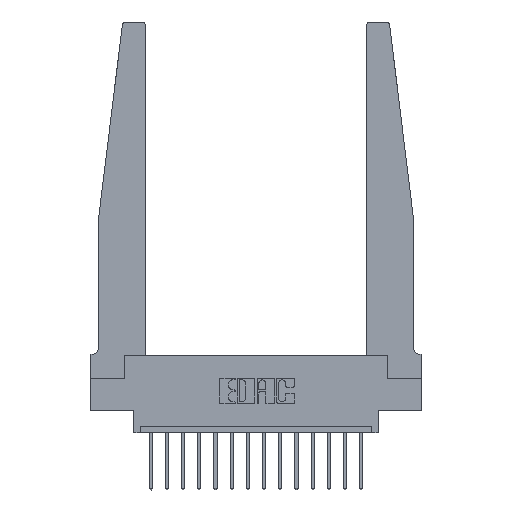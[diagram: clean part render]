
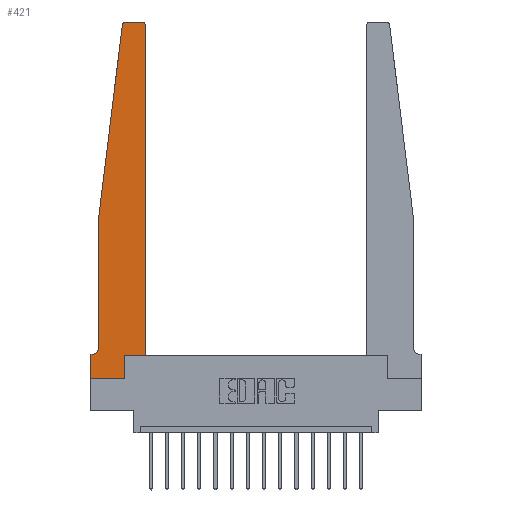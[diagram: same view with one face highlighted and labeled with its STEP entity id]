
A CAD part, top view. The second image highlights one B-rep face of the part: STEP entity #421.
In plain terms, the highlighted planar face has unit normal (0, 0, 1).
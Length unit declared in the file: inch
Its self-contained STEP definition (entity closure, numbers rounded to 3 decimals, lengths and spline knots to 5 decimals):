
#86 = CARTESIAN_POINT ( 'NONE',  ( 0.24675, 2.72367, 0.37 ) ) ;
#348 = CARTESIAN_POINT ( 'NONE',  ( 0.015, 0.1875, 0.37 ) ) ;
#421 = ADVANCED_FACE ( 'NONE', ( #2591 ), #5522, .T. ) ;
#427 = EDGE_CURVE ( 'NONE', #5616, #11793, #3024, .T. ) ;
#544 = VERTEX_POINT ( 'NONE', #7209 ) ;
#637 = EDGE_CURVE ( 'NONE', #716, #12492, #9066, .T. ) ;
#716 = VERTEX_POINT ( 'NONE', #86 ) ;
#971 = CARTESIAN_POINT ( 'NONE',  ( 0.27653, 2.72, 0.37 ) ) ;
#988 = CARTESIAN_POINT ( 'NONE',  ( 0.27653, 2.75, 0.37 ) ) ;
#1113 = VECTOR ( 'NONE', #15090, 39.37008 ) ;
#1336 = DIRECTION ( 'NONE',  ( -1., 0., 0. ) ) ;
#1568 = VERTEX_POINT ( 'NONE', #988 ) ;
#1741 = VERTEX_POINT ( 'NONE', #10250 ) ;
#1769 = VECTOR ( 'NONE', #3312, 39.37008 ) ;
#2268 = CARTESIAN_POINT ( 'NONE',  ( 0., 0.1875, 0.37 ) ) ;
#2293 = ORIENTED_EDGE ( 'NONE', *, *, #14941, .T. ) ;
#2546 = CARTESIAN_POINT ( 'NONE',  ( 0.015, 0.2375, 0.37 ) ) ;
#2591 = FACE_OUTER_BOUND ( 'NONE', #13567, .T. ) ;
#3024 = LINE ( 'NONE', #9481, #13312 ) ;
#3138 = ORIENTED_EDGE ( 'NONE', *, *, #427, .T. ) ;
#3312 = DIRECTION ( 'NONE',  ( 0., 1., 0. ) ) ;
#4042 = DIRECTION ( 'NONE',  ( 0., -1., 0. ) ) ;
#4296 = CARTESIAN_POINT ( 'NONE',  ( 0., 0., 0.37 ) ) ;
#4612 = EDGE_CURVE ( 'NONE', #7143, #1568, #7576, .T. ) ;
#4937 = CARTESIAN_POINT ( 'NONE',  ( 0.2605, 0., 0.37 ) ) ;
#4986 = ORIENTED_EDGE ( 'NONE', *, *, #8421, .T. ) ;
#5048 = DIRECTION ( 'NONE',  ( -1., 0., 0. ) ) ;
#5468 = DIRECTION ( 'NONE',  ( -1., 0., 0. ) ) ;
#5496 = CIRCLE ( 'NONE', #10563, 0.03 ) ;
#5522 = PLANE ( 'NONE',  #16560 ) ;
#5616 = VERTEX_POINT ( 'NONE', #348 ) ;
#5903 = VECTOR ( 'NONE', #1336, 39.37008 ) ;
#5937 = LINE ( 'NONE', #4296, #6329 ) ;
#6008 = ORIENTED_EDGE ( 'NONE', *, *, #637, .T. ) ;
#6119 = CARTESIAN_POINT ( 'NONE',  ( 0.065, 1.25, 0.37 ) ) ;
#6161 = CIRCLE ( 'NONE', #10586, 0.03 ) ;
#6329 = VECTOR ( 'NONE', #4042, 39.37008 ) ;
#6524 = ORIENTED_EDGE ( 'NONE', *, *, #12527, .T. ) ;
#6637 = DIRECTION ( 'NONE',  ( 1., 0., 0. ) ) ;
#6783 = CARTESIAN_POINT ( 'NONE',  ( 0., 0., 0.37 ) ) ;
#7143 = VERTEX_POINT ( 'NONE', #8823 ) ;
#7209 = CARTESIAN_POINT ( 'NONE',  ( 0.425, 2.72, 0.37 ) ) ;
#7428 = CARTESIAN_POINT ( 'NONE',  ( 0.2605, 0.18, 0.37 ) ) ;
#7576 = LINE ( 'NONE', #9384, #5903 ) ;
#7824 = LINE ( 'NONE', #15381, #1769 ) ;
#7939 = CARTESIAN_POINT ( 'NONE',  ( 0.425, 0.18, 0.37 ) ) ;
#7975 = DIRECTION ( 'NONE',  ( -0.122, -0.992, 0. ) ) ;
#8234 = DIRECTION ( 'NONE',  ( 0., 0., 1. ) ) ;
#8239 = EDGE_CURVE ( 'NONE', #12726, #5616, #13472, .T. ) ;
#8288 = CARTESIAN_POINT ( 'NONE',  ( 0., 0.1875, 0.37 ) ) ;
#8314 = DIRECTION ( 'NONE',  ( 1., 0., 0. ) ) ;
#8421 = EDGE_CURVE ( 'NONE', #10211, #16469, #10326, .T. ) ;
#8663 = CARTESIAN_POINT ( 'NONE',  ( 0.065, 0.2375, 0.37 ) ) ;
#8823 = CARTESIAN_POINT ( 'NONE',  ( 0.395, 2.75, 0.37 ) ) ;
#8835 = VECTOR ( 'NONE', #7975, 39.37008 ) ;
#8867 = DIRECTION ( 'NONE',  ( 0., 0., 1. ) ) ;
#9066 = LINE ( 'NONE', #15955, #8835 ) ;
#9384 = CARTESIAN_POINT ( 'NONE',  ( 0.25, 2.75, 0.37 ) ) ;
#9481 = CARTESIAN_POINT ( 'NONE',  ( 0.065, 0.1875, 0.37 ) ) ;
#10032 = ORIENTED_EDGE ( 'NONE', *, *, #8239, .T. ) ;
#10211 = VERTEX_POINT ( 'NONE', #7428 ) ;
#10250 = CARTESIAN_POINT ( 'NONE',  ( 0., 0., 0.37 ) ) ;
#10326 = LINE ( 'NONE', #7939, #13261 ) ;
#10328 = CARTESIAN_POINT ( 'NONE',  ( 0.425, 0.18, 0.37 ) ) ;
#10373 = DIRECTION ( 'NONE',  ( 1., 0., 0. ) ) ;
#10539 = EDGE_CURVE ( 'NONE', #16469, #544, #16097, .T. ) ;
#10563 = AXIS2_PLACEMENT_3D ( 'NONE', #12931, #8867, #13107 ) ;
#10586 = AXIS2_PLACEMENT_3D ( 'NONE', #971, #15627, #10373 ) ;
#10771 = DIRECTION ( 'NONE',  ( 1., 0., 0. ) ) ;
#10822 = VERTEX_POINT ( 'NONE', #4937 ) ;
#11081 = DIRECTION ( 'NONE',  ( 0., 1., 0. ) ) ;
#11485 = ORIENTED_EDGE ( 'NONE', *, *, #16738, .T. ) ;
#11702 = DIRECTION ( 'NONE',  ( 0., 0., -1. ) ) ;
#11793 = VERTEX_POINT ( 'NONE', #2268 ) ;
#12492 = VERTEX_POINT ( 'NONE', #16113 ) ;
#12527 = EDGE_CURVE ( 'NONE', #1741, #10822, #16665, .T. ) ;
#12726 = VERTEX_POINT ( 'NONE', #8663 ) ;
#12910 = ORIENTED_EDGE ( 'NONE', *, *, #13910, .T. ) ;
#12931 = CARTESIAN_POINT ( 'NONE',  ( 0.395, 2.72, 0.37 ) ) ;
#13107 = DIRECTION ( 'NONE',  ( 1., 0., 0. ) ) ;
#13184 = VECTOR ( 'NONE', #11081, 39.37008 ) ;
#13261 = VECTOR ( 'NONE', #6637, 39.37008 ) ;
#13312 = VECTOR ( 'NONE', #5468, 39.37008 ) ;
#13472 = CIRCLE ( 'NONE', #15093, 0.05 ) ;
#13567 = EDGE_LOOP ( 'NONE', ( #15638, #17026, #6008, #11485, #10032, #3138, #15568, #6524, #2293, #4986, #14878, #12910 ) ) ;
#13910 = EDGE_CURVE ( 'NONE', #544, #7143, #5496, .T. ) ;
#14878 = ORIENTED_EDGE ( 'NONE', *, *, #10539, .T. ) ;
#14941 = EDGE_CURVE ( 'NONE', #10822, #10211, #7824, .T. ) ;
#15090 = DIRECTION ( 'NONE',  ( 0., -1., 0. ) ) ;
#15093 = AXIS2_PLACEMENT_3D ( 'NONE', #2546, #11702, #5048 ) ;
#15381 = CARTESIAN_POINT ( 'NONE',  ( 0.2605, 0.18, 0.37 ) ) ;
#15568 = ORIENTED_EDGE ( 'NONE', *, *, #17106, .T. ) ;
#15627 = DIRECTION ( 'NONE',  ( 0., 0., 1. ) ) ;
#15638 = ORIENTED_EDGE ( 'NONE', *, *, #4612, .T. ) ;
#15955 = CARTESIAN_POINT ( 'NONE',  ( 0.065, 1.25, 0.37 ) ) ;
#16039 = VECTOR ( 'NONE', #8314, 39.37008 ) ;
#16097 = LINE ( 'NONE', #16279, #13184 ) ;
#16113 = CARTESIAN_POINT ( 'NONE',  ( 0.065, 1.25, 0.37 ) ) ;
#16279 = CARTESIAN_POINT ( 'NONE',  ( 0.425, 0.18, 0.37 ) ) ;
#16406 = EDGE_CURVE ( 'NONE', #1568, #716, #6161, .T. ) ;
#16469 = VERTEX_POINT ( 'NONE', #10328 ) ;
#16560 = AXIS2_PLACEMENT_3D ( 'NONE', #8288, #8234, #10771 ) ;
#16665 = LINE ( 'NONE', #6783, #16039 ) ;
#16738 = EDGE_CURVE ( 'NONE', #12492, #12726, #16849, .T. ) ;
#16849 = LINE ( 'NONE', #6119, #1113 ) ;
#17026 = ORIENTED_EDGE ( 'NONE', *, *, #16406, .T. ) ;
#17106 = EDGE_CURVE ( 'NONE', #11793, #1741, #5937, .T. ) ;
